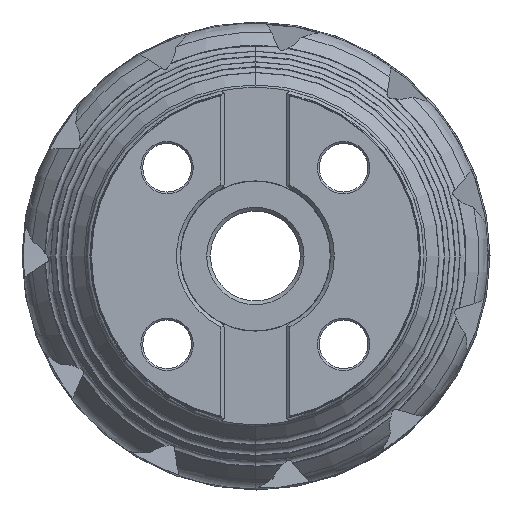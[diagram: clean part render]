
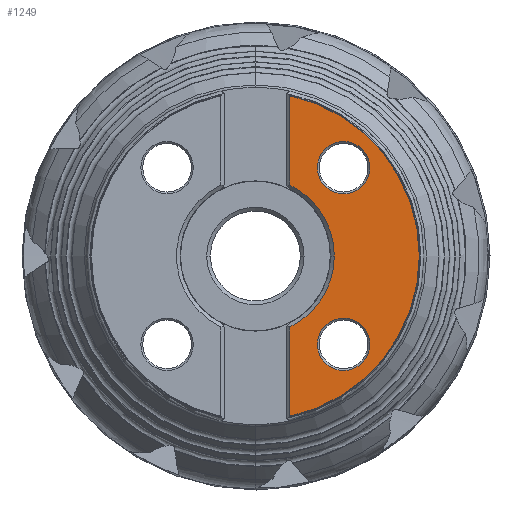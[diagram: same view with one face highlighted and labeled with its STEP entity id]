
A CAD part, left-side view. The second image highlights one B-rep face of the part: STEP entity #1249.
In plain terms, the highlighted planar face has unit normal (-1, 0, 0).
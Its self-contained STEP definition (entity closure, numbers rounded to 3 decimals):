
#491 = VERTEX_POINT ( 'NONE', #8801 ) ;
#517 = VERTEX_POINT ( 'NONE', #8827 ) ;
#522 = VERTEX_POINT ( 'NONE', #8832 ) ;
#528 = VERTEX_POINT ( 'NONE', #8838 ) ;
#565 = VERTEX_POINT ( 'NONE', #8893 ) ;
#741 = VERTEX_POINT ( 'NONE', #9383 ) ;
#828 = VERTEX_POINT ( 'NONE', #9587 ) ;
#989 = VERTEX_POINT ( 'NONE', #9951 ) ;
#1101 = VERTEX_POINT ( 'NONE', #10983 ) ;
#1249 = ADVANCED_FACE ( 'NONE', ( #8182, #8186, #8188 ), #11315, .T. ) ;
#2658 = EDGE_CURVE ( 'NONE', #517, #528, #14087, .T. ) ;
#2659 = EDGE_CURVE ( 'NONE', #491, #528, #14114, .T. ) ;
#2661 = EDGE_CURVE ( 'NONE', #828, #522, #14115, .T. ) ;
#2662 = EDGE_CURVE ( 'NONE', #565, #741, #14116, .T. ) ;
#2663 = EDGE_CURVE ( 'NONE', #1101, #517, #14118, .T. ) ;
#2664 = EDGE_CURVE ( 'NONE', #491, #989, #14110, .T. ) ;
#3694 = EDGE_CURVE ( 'NONE', #741, #565, #14989, .T. ) ;
#4066 = ORIENTED_EDGE ( 'NONE', *, *, #6885, .T. ) ;
#4067 = ORIENTED_EDGE ( 'NONE', *, *, #2661, .T. ) ;
#4068 = ORIENTED_EDGE ( 'NONE', *, *, #3694, .T. ) ;
#4069 = ORIENTED_EDGE ( 'NONE', *, *, #2662, .T. ) ;
#4070 = ORIENTED_EDGE ( 'NONE', *, *, #2658, .T. ) ;
#4071 = ORIENTED_EDGE ( 'NONE', *, *, #2659, .F. ) ;
#4072 = ORIENTED_EDGE ( 'NONE', *, *, #2664, .T. ) ;
#4073 = ORIENTED_EDGE ( 'NONE', *, *, #6963, .T. ) ;
#4074 = ORIENTED_EDGE ( 'NONE', *, *, #2663, .T. ) ;
#5548 = EDGE_LOOP ( 'NONE', ( #4070, #4071, #4072, #4073, #4074 ) ) ;
#5550 = EDGE_LOOP ( 'NONE', ( #4068, #4069 ) ) ;
#5552 = EDGE_LOOP ( 'NONE', ( #4066, #4067 ) ) ;
#6885 = EDGE_CURVE ( 'NONE', #522, #828, #15089, .T. ) ;
#6963 = EDGE_CURVE ( 'NONE', #989, #1101, #19401, .T. ) ;
#8182 = FACE_BOUND ( 'NONE', #5552, .T. ) ;
#8186 = FACE_BOUND ( 'NONE', #5550, .T. ) ;
#8188 = FACE_OUTER_BOUND ( 'NONE', #5548, .T. ) ;
#8801 = CARTESIAN_POINT ( 'NONE',  ( -61.25, -9.2, 42.81 ) ) ;
#8827 = CARTESIAN_POINT ( 'NONE',  ( -61.25, -9.2, -18.961 ) ) ;
#8832 = CARTESIAN_POINT ( 'NONE',  ( -61.25, -23.582, -16.582 ) ) ;
#8838 = CARTESIAN_POINT ( 'NONE',  ( -61.25, -9.2, -42.81 ) ) ;
#8893 = CARTESIAN_POINT ( 'NONE',  ( -61.25, -23.582, 16.582 ) ) ;
#9383 = CARTESIAN_POINT ( 'NONE',  ( -61.25, -23.582, 30.582 ) ) ;
#9587 = CARTESIAN_POINT ( 'NONE',  ( -61.25, -23.582, -30.582 ) ) ;
#9951 = CARTESIAN_POINT ( 'NONE',  ( -61.25, -9.2, 18.961 ) ) ;
#10676 = AXIS2_PLACEMENT_3D ( 'NONE', #11319, #11320, #11321 ) ;
#10983 = CARTESIAN_POINT ( 'NONE',  ( -61.25, -21.075, 0. ) ) ;
#11315 = PLANE ( 'NONE',  #10676 ) ;
#11319 = CARTESIAN_POINT ( 'NONE',  ( -61.25, 43.788, 0. ) ) ;
#11320 = DIRECTION ( 'NONE',  ( -1., 0., 0. ) ) ;
#11321 = DIRECTION ( 'NONE',  ( 0., 0., 1. ) ) ;
#13625 = CARTESIAN_POINT ( 'NONE',  ( -61.25, -9.2, 53.175 ) ) ;
#13626 = DIRECTION ( 'NONE',  ( 0., 0., -1. ) ) ;
#13627 = CARTESIAN_POINT ( 'NONE',  ( -61.25, 0., 0. ) ) ;
#13628 = DIRECTION ( 'NONE',  ( 1., 0., 0. ) ) ;
#13629 = DIRECTION ( 'NONE',  ( 0., 0., -1. ) ) ;
#13635 = CARTESIAN_POINT ( 'NONE',  ( -61.25, -23.582, -23.582 ) ) ;
#13636 = DIRECTION ( 'NONE',  ( 1., 0., 0. ) ) ;
#13637 = DIRECTION ( 'NONE',  ( 0., 0., 1. ) ) ;
#13638 = CARTESIAN_POINT ( 'NONE',  ( -61.25, -23.582, 23.582 ) ) ;
#13639 = DIRECTION ( 'NONE',  ( 1., 0., 0. ) ) ;
#13640 = DIRECTION ( 'NONE',  ( 0., 0., 1. ) ) ;
#13641 = CARTESIAN_POINT ( 'NONE',  ( -61.25, 0., 0. ) ) ;
#14087 = LINE ( 'NONE', #13625, #14112 ) ;
#14106 = VECTOR ( 'NONE', #15546, 1000. ) ;
#14110 = LINE ( 'NONE', #15545, #14106 ) ;
#14112 = VECTOR ( 'NONE', #13626, 1000. ) ;
#14114 = CIRCLE ( 'NONE', #15204, 43.788 ) ;
#14115 = CIRCLE ( 'NONE', #15206, 7. ) ;
#14116 = CIRCLE ( 'NONE', #15203, 7. ) ;
#14118 = CIRCLE ( 'NONE', #15205, 21.075 ) ;
#14989 = CIRCLE ( 'NONE', #15361, 7. ) ;
#15089 = CIRCLE ( 'NONE', #15364, 7. ) ;
#15203 = AXIS2_PLACEMENT_3D ( 'NONE', #13638, #13639, #13640 ) ;
#15204 = AXIS2_PLACEMENT_3D ( 'NONE', #13627, #13628, #13629 ) ;
#15205 = AXIS2_PLACEMENT_3D ( 'NONE', #13641, #15543, #15544 ) ;
#15206 = AXIS2_PLACEMENT_3D ( 'NONE', #13635, #13636, #13637 ) ;
#15361 = AXIS2_PLACEMENT_3D ( 'NONE', #18431, #18440, #18441 ) ;
#15364 = AXIS2_PLACEMENT_3D ( 'NONE', #18685, #18696, #18697 ) ;
#15443 = AXIS2_PLACEMENT_3D ( 'NONE', #18856, #18858, #18859 ) ;
#15543 = DIRECTION ( 'NONE',  ( 1., 0., 0. ) ) ;
#15544 = DIRECTION ( 'NONE',  ( 0., 1., 0. ) ) ;
#15545 = CARTESIAN_POINT ( 'NONE',  ( -61.25, -9.2, 53.175 ) ) ;
#15546 = DIRECTION ( 'NONE',  ( 0., 0., -1. ) ) ;
#18431 = CARTESIAN_POINT ( 'NONE',  ( -61.25, -23.582, 23.582 ) ) ;
#18440 = DIRECTION ( 'NONE',  ( 1., 0., 0. ) ) ;
#18441 = DIRECTION ( 'NONE',  ( 0., 0., 1. ) ) ;
#18685 = CARTESIAN_POINT ( 'NONE',  ( -61.25, -23.582, -23.582 ) ) ;
#18696 = DIRECTION ( 'NONE',  ( 1., 0., 0. ) ) ;
#18697 = DIRECTION ( 'NONE',  ( 0., 0., 1. ) ) ;
#18856 = CARTESIAN_POINT ( 'NONE',  ( -61.25, 0., 0. ) ) ;
#18858 = DIRECTION ( 'NONE',  ( 1., 0., 0. ) ) ;
#18859 = DIRECTION ( 'NONE',  ( 0., 1., 0. ) ) ;
#19401 = CIRCLE ( 'NONE', #15443, 21.075 ) ;
